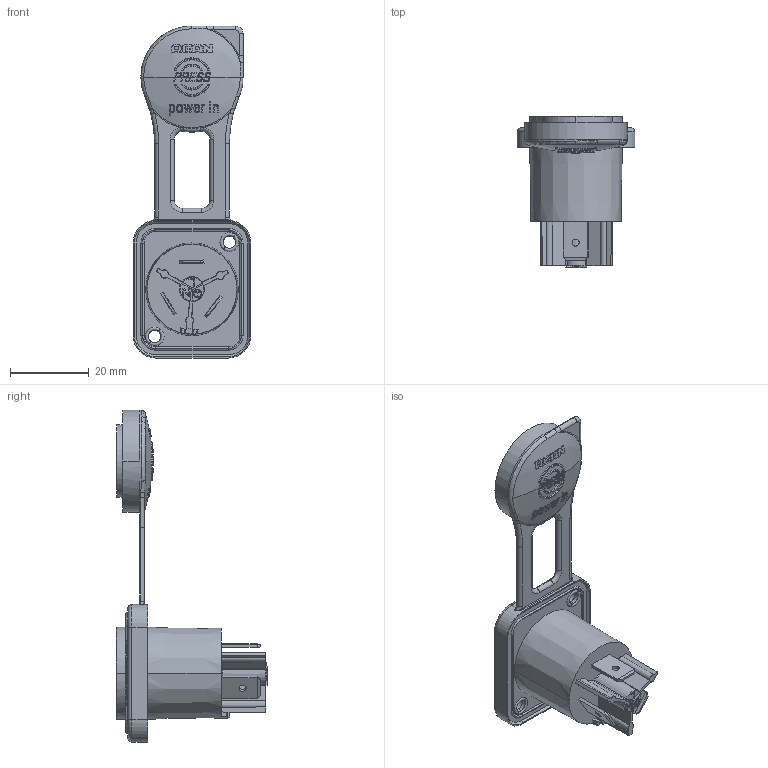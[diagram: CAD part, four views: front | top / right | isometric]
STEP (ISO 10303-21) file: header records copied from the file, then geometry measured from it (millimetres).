
FILE_DESCRIPTION((''),'2;1');
FILE_NAME('ASM002312_SW0001','2023-09-08T17:00:11',('wenqing.huang'),(''),'CREO PARAMETRIC BY PTC INC, 2021184','CREO PARAMETRIC BY PTC INC, 2021184','');
FILE_SCHEMA(('CONFIG_CONTROL_DESIGN'));
Length unit declared in the file: millimetre
Products named in the file (1): ASM002312_SW0001
Bounding box: 30 x 38.63 x 84.5 mm (x, y, z)
Volume: 14315.1 mm3; surface area: 9664.5 mm2
Topology: 1 solids, 1 shells, 986 faces, 2746 edges, 1809 vertices
Faces by surface type: plane 539, cylinder 179, torus 79, cone 63, extrusion 62, sphere 37, bspline 27
Entity records: 36097 total; most frequent: CARTESIAN_POINT 10529, ORIENTED_EDGE 5464, DIRECTION 5394, EDGE_CURVE 2732, AXIS2_PLACEMENT_3D 2130, VERTEX_POINT 1809, CIRCLE 1233, VECTOR 1134
